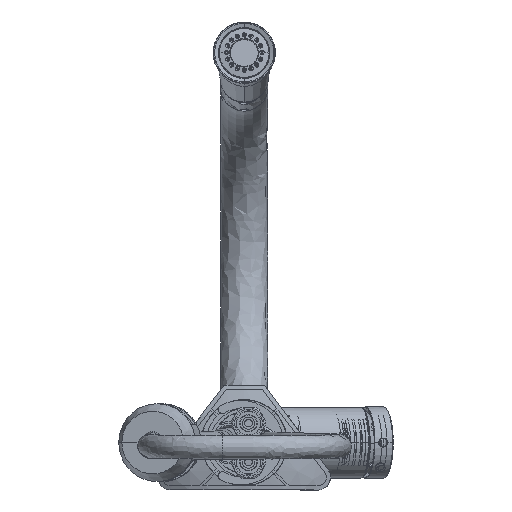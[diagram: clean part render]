
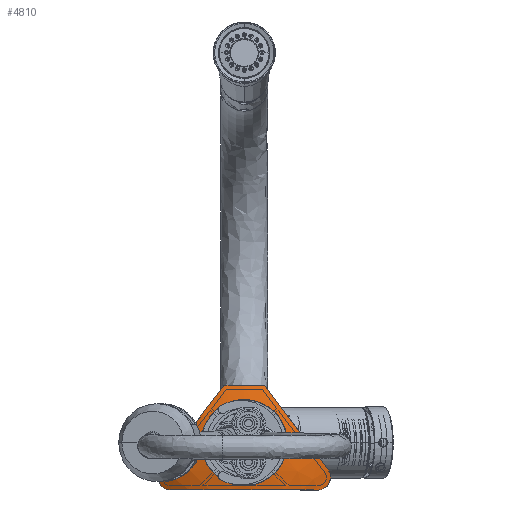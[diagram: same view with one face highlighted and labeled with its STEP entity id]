
A CAD part, front view. The second image highlights one B-rep face of the part: STEP entity #4810.
In plain terms, the highlighted free-form (B-spline) face has degree [3, 3] with [4, 7] control points.
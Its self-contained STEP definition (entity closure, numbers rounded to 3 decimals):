
#2777=FACE_BOUND('',#7516,.T.);
#2778=FACE_BOUND('',#7517,.T.);
#3912=(
BOUNDED_SURFACE()
B_SPLINE_SURFACE(3,3,((#30424,#30425,#30426,#30427,#30428,#30429,#30430),
(#30431,#30432,#30433,#30434,#30435,#30436,#30437),(#30438,#30439,#30440,
#30441,#30442,#30443,#30444),(#30445,#30446,#30447,#30448,#30449,#30450,
#30451)),.UNSPECIFIED.,.F.,.T.,.F.)
B_SPLINE_SURFACE_WITH_KNOTS((4,4),(1,3,3,3,1),(0.,1.),(-0.5,0.,0.5,1.,1.5),
 .UNSPECIFIED.)
GEOMETRIC_REPRESENTATION_ITEM()
RATIONAL_B_SPLINE_SURFACE(((1.,0.333,0.333,1.,0.333,
0.333,1.),(0.98,0.327,0.327,
0.98,0.327,0.327,0.98),
(0.98,0.327,0.327,0.98,
0.327,0.327,0.98),(1.,0.333,
0.333,1.,0.333,0.333,1.)))
REPRESENTATION_ITEM('')
SURFACE()
);
#4099=B_SPLINE_CURVE_WITH_KNOTS('',3,(#30364,#30365,#30366,#30367),
 .UNSPECIFIED.,.F.,.F.,(4,4),(0.,1.),.UNSPECIFIED.);
#4100=B_SPLINE_CURVE_WITH_KNOTS('',3,(#30369,#30370,#30371,#30372,#30373,
#30374,#30375,#30376,#30377,#30378,#30379,#30380),.UNSPECIFIED.,.F.,.F.,
(4,2,2,2,2,4),(0.,0.25,0.5,0.75,0.875,1.),.UNSPECIFIED.);
#4101=B_SPLINE_CURVE_WITH_KNOTS('',3,(#30382,#30383,#30384,#30385),
 .UNSPECIFIED.,.F.,.F.,(4,4),(0.,1.),.UNSPECIFIED.);
#4102=B_SPLINE_CURVE_WITH_KNOTS('',3,(#30386,#30387,#30388,#30389),
 .UNSPECIFIED.,.F.,.F.,(4,4),(0.,1.),.UNSPECIFIED.);
#4103=B_SPLINE_CURVE_WITH_KNOTS('',3,(#30391,#30392,#30393,#30394,#30395,
#30396,#30397,#30398,#30399,#30400),.UNSPECIFIED.,.F.,.F.,(4,2,2,2,4),(0.,
0.25,0.5,0.75,1.),.UNSPECIFIED.);
#4104=B_SPLINE_CURVE_WITH_KNOTS('',3,(#30402,#30403,#30404,#30405,#30406,
#30407),.UNSPECIFIED.,.F.,.F.,(4,2,4),(0.,0.5,1.),.UNSPECIFIED.);
#4105=B_SPLINE_CURVE_WITH_KNOTS('',3,(#30409,#30410,#30411,#30412,#30413,
#30414,#30415,#30416,#30417,#30418),.UNSPECIFIED.,.F.,.F.,(4,2,2,2,4),(0.,
0.25,0.5,0.75,1.),.UNSPECIFIED.);
#4106=B_SPLINE_CURVE_WITH_KNOTS('',3,(#30420,#30421,#30422,#30423),
 .UNSPECIFIED.,.F.,.F.,(4,4),(0.,1.),.UNSPECIFIED.);
#4810=ADVANCED_FACE('',(#2777,#2778),#3912,.T.);
#7516=EDGE_LOOP('',(#10288));
#7517=EDGE_LOOP('',(#10289,#10290,#10291,#10292,#10293,#10294,#10295,#10296,
#10297,#10298));
#9101=CIRCLE('',#22399,55.391);
#9104=CIRCLE('',#22404,25.5);
#9106=CIRCLE('',#22407,55.391);
#10288=ORIENTED_EDGE('',*,*,#17771,.F.);
#10289=ORIENTED_EDGE('',*,*,#17773,.T.);
#10290=ORIENTED_EDGE('',*,*,#17774,.T.);
#10291=ORIENTED_EDGE('',*,*,#17775,.T.);
#10292=ORIENTED_EDGE('',*,*,#17776,.T.);
#10293=ORIENTED_EDGE('',*,*,#17764,.T.);
#10294=ORIENTED_EDGE('',*,*,#17777,.T.);
#10295=ORIENTED_EDGE('',*,*,#17778,.T.);
#10296=ORIENTED_EDGE('',*,*,#17779,.T.);
#10297=ORIENTED_EDGE('',*,*,#17780,.T.);
#10298=ORIENTED_EDGE('',*,*,#17781,.T.);
#15912=VERTEX_POINT('',#30324);
#15913=VERTEX_POINT('',#30325);
#15918=VERTEX_POINT('',#30357);
#15920=VERTEX_POINT('',#30362);
#15921=VERTEX_POINT('',#30363);
#15922=VERTEX_POINT('',#30368);
#15923=VERTEX_POINT('',#30381);
#15924=VERTEX_POINT('',#30390);
#15925=VERTEX_POINT('',#30401);
#15926=VERTEX_POINT('',#30408);
#15927=VERTEX_POINT('',#30419);
#17764=EDGE_CURVE('',#15912,#15913,#9101,.T.);
#17771=EDGE_CURVE('',#15918,#15918,#9104,.T.);
#17773=EDGE_CURVE('',#15920,#15921,#9106,.T.);
#17774=EDGE_CURVE('',#15921,#15922,#4099,.T.);
#17775=EDGE_CURVE('',#15922,#15923,#4100,.T.);
#17776=EDGE_CURVE('',#15923,#15912,#4101,.T.);
#17777=EDGE_CURVE('',#15913,#15924,#4102,.T.);
#17778=EDGE_CURVE('',#15924,#15925,#4103,.T.);
#17779=EDGE_CURVE('',#15925,#15926,#4104,.T.);
#17780=EDGE_CURVE('',#15926,#15927,#4105,.T.);
#17781=EDGE_CURVE('',#15927,#15920,#4106,.T.);
#22399=AXIS2_PLACEMENT_3D('',#30323,#24713,#24714);
#22404=AXIS2_PLACEMENT_3D('',#30356,#24725,#24726);
#22407=AXIS2_PLACEMENT_3D('',#30361,#24731,#24732);
#24713=DIRECTION('',(0.,1.,0.));
#24714=DIRECTION('',(0.,0.,1.));
#24725=DIRECTION('',(0.,1.,0.));
#24726=DIRECTION('',(0.,0.,1.));
#24731=DIRECTION('',(0.,1.,0.));
#24732=DIRECTION('',(0.,0.,1.));
#30323=CARTESIAN_POINT('',(0.,3.206,0.));
#30324=CARTESIAN_POINT('',(-49.347,3.206,-25.161));
#30325=CARTESIAN_POINT('',(-50.812,3.206,-22.054));
#30356=CARTESIAN_POINT('',(0.,15.,0.));
#30357=CARTESIAN_POINT('',(0.,15.,25.5));
#30361=CARTESIAN_POINT('',(0.,3.206,0.));
#30362=CARTESIAN_POINT('',(50.812,3.206,-22.054));
#30363=CARTESIAN_POINT('',(49.347,3.206,-25.161));
#30364=CARTESIAN_POINT('',(49.347,3.206,-25.161));
#30365=CARTESIAN_POINT('',(47.959,3.481,-27.039));
#30366=CARTESIAN_POINT('',(45.792,4.442,-28.));
#30367=CARTESIAN_POINT('',(43.718,5.532,-28.));
#30368=CARTESIAN_POINT('',(43.718,5.532,-28.));
#30369=CARTESIAN_POINT('',(43.718,5.532,-28.));
#30370=CARTESIAN_POINT('',(37.077,9.024,-28.));
#30371=CARTESIAN_POINT('',(29.774,11.408,-28.));
#30372=CARTESIAN_POINT('',(15.087,14.157,-28.));
#30373=CARTESIAN_POINT('',(7.617,14.62,-28.));
#30374=CARTESIAN_POINT('',(-7.45,14.628,-28.));
#30375=CARTESIAN_POINT('',(-14.992,14.172,-28.));
#30376=CARTESIAN_POINT('',(-26.106,12.096,-28.));
#30377=CARTESIAN_POINT('',(-29.807,11.155,-28.));
#30378=CARTESIAN_POINT('',(-36.941,8.747,-28.));
#30379=CARTESIAN_POINT('',(-40.392,7.281,-28.));
#30380=CARTESIAN_POINT('',(-43.718,5.532,-28.));
#30381=CARTESIAN_POINT('',(-43.718,5.532,-28.));
#30382=CARTESIAN_POINT('',(-43.718,5.532,-28.));
#30383=CARTESIAN_POINT('',(-45.794,4.441,-28.));
#30384=CARTESIAN_POINT('',(-47.957,3.481,-27.041));
#30385=CARTESIAN_POINT('',(-49.347,3.206,-25.161));
#30386=CARTESIAN_POINT('',(-50.812,3.206,-22.054));
#30387=CARTESIAN_POINT('',(-51.347,3.466,-19.908));
#30388=CARTESIAN_POINT('',(-50.803,4.345,-17.738));
#30389=CARTESIAN_POINT('',(-49.62,5.364,-16.16));
#30390=CARTESIAN_POINT('',(-49.62,5.364,-16.16));
#30391=CARTESIAN_POINT('',(-49.62,5.364,-16.16));
#30392=CARTESIAN_POINT('',(-46.763,7.822,-12.351));
#30393=CARTESIAN_POINT('',(-43.769,9.696,-8.358));
#30394=CARTESIAN_POINT('',(-37.543,12.436,-0.058));
#30395=CARTESIAN_POINT('',(-34.345,13.279,4.207));
#30396=CARTESIAN_POINT('',(-27.985,14.216,12.687));
#30397=CARTESIAN_POINT('',(-24.795,14.343,16.94));
#30398=CARTESIAN_POINT('',(-18.4,14.053,25.466));
#30399=CARTESIAN_POINT('',(-15.18,13.618,29.76));
#30400=CARTESIAN_POINT('',(-12.,12.729,34.));
#30401=CARTESIAN_POINT('',(-12.,12.729,34.));
#30402=CARTESIAN_POINT('',(-12.,12.729,34.));
#30403=CARTESIAN_POINT('',(-7.999,13.132,34.));
#30404=CARTESIAN_POINT('',(-3.946,13.316,34.));
#30405=CARTESIAN_POINT('',(4.076,13.312,34.));
#30406=CARTESIAN_POINT('',(8.055,13.126,34.));
#30407=CARTESIAN_POINT('',(12.,12.729,34.));
#30408=CARTESIAN_POINT('',(12.,12.729,34.));
#30409=CARTESIAN_POINT('',(12.,12.729,34.));
#30410=CARTESIAN_POINT('',(15.189,13.62,29.748));
#30411=CARTESIAN_POINT('',(18.38,14.05,25.493));
#30412=CARTESIAN_POINT('',(24.768,14.344,16.976));
#30413=CARTESIAN_POINT('',(27.963,14.219,12.716));
#30414=CARTESIAN_POINT('',(34.359,13.277,4.188));
#30415=CARTESIAN_POINT('',(37.563,12.427,-0.084));
#30416=CARTESIAN_POINT('',(43.739,9.71,-8.318));
#30417=CARTESIAN_POINT('',(46.741,7.841,-12.322));
#30418=CARTESIAN_POINT('',(49.62,5.364,-16.16));
#30419=CARTESIAN_POINT('',(49.62,5.364,-16.16));
#30420=CARTESIAN_POINT('',(49.62,5.364,-16.16));
#30421=CARTESIAN_POINT('',(50.804,4.344,-17.739));
#30422=CARTESIAN_POINT('',(51.348,3.467,-19.905));
#30423=CARTESIAN_POINT('',(50.812,3.206,-22.054));
#30424=CARTESIAN_POINT('',(0.,15.,25.5));
#30425=CARTESIAN_POINT('',(51.,15.,25.5));
#30426=CARTESIAN_POINT('',(51.,15.,-25.5));
#30427=CARTESIAN_POINT('',(0.,15.,-25.5));
#30428=CARTESIAN_POINT('',(-51.,15.,-25.5));
#30429=CARTESIAN_POINT('',(-51.,15.,25.5));
#30430=CARTESIAN_POINT('',(0.,15.,25.5));
#30431=CARTESIAN_POINT('',(0.,13.582,36.338));
#30432=CARTESIAN_POINT('',(72.675,13.582,36.338));
#30433=CARTESIAN_POINT('',(72.675,13.582,-36.338));
#30434=CARTESIAN_POINT('',(0.,13.582,-36.338));
#30435=CARTESIAN_POINT('',(-72.675,13.582,-36.338));
#30436=CARTESIAN_POINT('',(-72.675,13.582,36.338));
#30437=CARTESIAN_POINT('',(0.,13.582,36.338));
#30438=CARTESIAN_POINT('',(0.,9.57,46.505));
#30439=CARTESIAN_POINT('',(93.01,9.57,46.505));
#30440=CARTESIAN_POINT('',(93.01,9.57,-46.505));
#30441=CARTESIAN_POINT('',(0.,9.57,-46.505));
#30442=CARTESIAN_POINT('',(-93.01,9.57,-46.505));
#30443=CARTESIAN_POINT('',(-93.01,9.57,46.505));
#30444=CARTESIAN_POINT('',(0.,9.57,46.505));
#30445=CARTESIAN_POINT('',(0.,3.206,55.391));
#30446=CARTESIAN_POINT('',(110.783,3.206,55.391));
#30447=CARTESIAN_POINT('',(110.783,3.206,-55.391));
#30448=CARTESIAN_POINT('',(0.,3.206,-55.391));
#30449=CARTESIAN_POINT('',(-110.783,3.206,-55.391));
#30450=CARTESIAN_POINT('',(-110.783,3.206,55.391));
#30451=CARTESIAN_POINT('',(0.,3.206,55.391));
